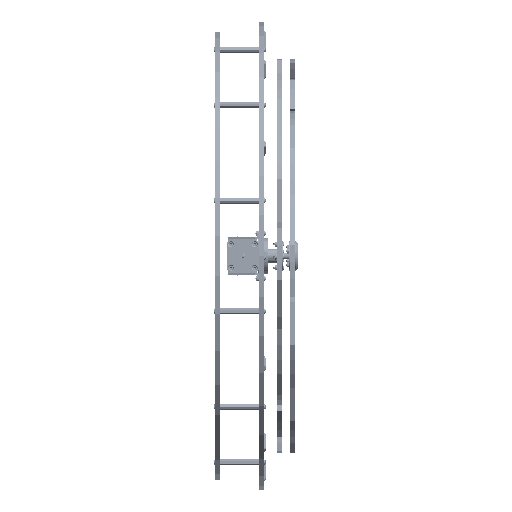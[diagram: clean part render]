
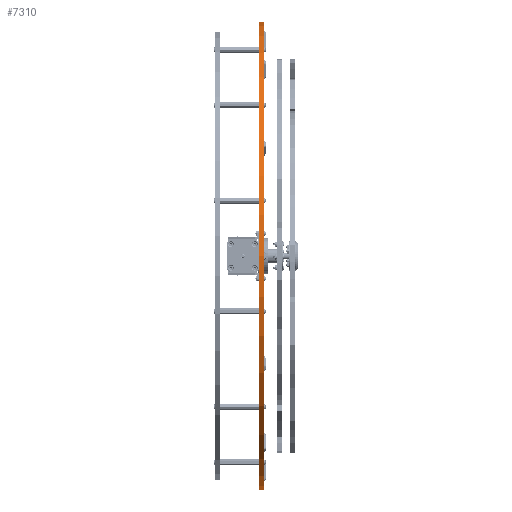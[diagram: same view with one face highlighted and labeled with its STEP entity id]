
A CAD part, left-side view. The second image highlights one B-rep face of the part: STEP entity #7310.
In plain terms, the highlighted cylindrical face has radius 303.53 mm (diameter 607.06 mm), a partial arc.
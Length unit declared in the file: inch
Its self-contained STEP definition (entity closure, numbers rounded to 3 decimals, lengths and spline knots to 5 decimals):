
#2965 = CARTESIAN_POINT ( 'NONE',  ( 0., 0.25, 0. ) ) ;
#4011 = DIRECTION ( 'NONE',  ( 0., 1., 0. ) ) ;
#6708 = CARTESIAN_POINT ( 'NONE',  ( 0., 0.25, 11.95 ) ) ;
#7310 = ADVANCED_FACE ( 'NONE', ( #10182 ), #36781, .T. ) ;
#7465 = EDGE_LOOP ( 'NONE', ( #83968, #33340, #40519, #69732 ) ) ;
#10182 = FACE_OUTER_BOUND ( 'NONE', #7465, .T. ) ;
#13643 = DIRECTION ( 'NONE',  ( 0., 1., 0. ) ) ;
#14054 = LINE ( 'NONE', #15093, #88756 ) ;
#14241 = EDGE_CURVE ( 'NONE', #19816, #31635, #27664, .T. ) ;
#15093 = CARTESIAN_POINT ( 'NONE',  ( 0., 0.25, -11.95 ) ) ;
#17566 = DIRECTION ( 'NONE',  ( 0., -1., 0. ) ) ;
#19816 = VERTEX_POINT ( 'NONE', #73636 ) ;
#22491 = DIRECTION ( 'NONE',  ( 0., 0., 1. ) ) ;
#27664 = CIRCLE ( 'NONE', #66436, 11.95 ) ;
#31635 = VERTEX_POINT ( 'NONE', #74406 ) ;
#33340 = ORIENTED_EDGE ( 'NONE', *, *, #47286, .F. ) ;
#36781 = CYLINDRICAL_SURFACE ( 'NONE', #89411, 11.95 ) ;
#40519 = ORIENTED_EDGE ( 'NONE', *, *, #43176, .T. ) ;
#43176 = EDGE_CURVE ( 'NONE', #46241, #19816, #14054, .T. ) ;
#46241 = VERTEX_POINT ( 'NONE', #89585 ) ;
#46719 = VECTOR ( 'NONE', #81652, 39.37008 ) ;
#47286 = EDGE_CURVE ( 'NONE', #46241, #81823, #52799, .T. ) ;
#50474 = DIRECTION ( 'NONE',  ( 0., -1., 0. ) ) ;
#52799 = CIRCLE ( 'NONE', #79821, 11.95 ) ;
#59220 = DIRECTION ( 'NONE',  ( 0., 0., 1. ) ) ;
#65732 = CARTESIAN_POINT ( 'NONE',  ( 0., 0.25, 11.95 ) ) ;
#66436 = AXIS2_PLACEMENT_3D ( 'NONE', #70259, #13643, #22491 ) ;
#69732 = ORIENTED_EDGE ( 'NONE', *, *, #14241, .T. ) ;
#70259 = CARTESIAN_POINT ( 'NONE',  ( 0., 0., 0. ) ) ;
#73636 = CARTESIAN_POINT ( 'NONE',  ( 0., 0., -11.95 ) ) ;
#74406 = CARTESIAN_POINT ( 'NONE',  ( 0., 0., 11.95 ) ) ;
#79821 = AXIS2_PLACEMENT_3D ( 'NONE', #2965, #4011, #59220 ) ;
#81652 = DIRECTION ( 'NONE',  ( 0., -1., 0. ) ) ;
#81823 = VERTEX_POINT ( 'NONE', #6708 ) ;
#83011 = DIRECTION ( 'NONE',  ( 0., 0., -1. ) ) ;
#83968 = ORIENTED_EDGE ( 'NONE', *, *, #98497, .F. ) ;
#88756 = VECTOR ( 'NONE', #17566, 39.37008 ) ;
#89411 = AXIS2_PLACEMENT_3D ( 'NONE', #98925, #50474, #83011 ) ;
#89585 = CARTESIAN_POINT ( 'NONE',  ( 0., 0.25, -11.95 ) ) ;
#98497 = EDGE_CURVE ( 'NONE', #81823, #31635, #102347, .T. ) ;
#98925 = CARTESIAN_POINT ( 'NONE',  ( 0., 0.25, 0. ) ) ;
#102347 = LINE ( 'NONE', #65732, #46719 ) ;
